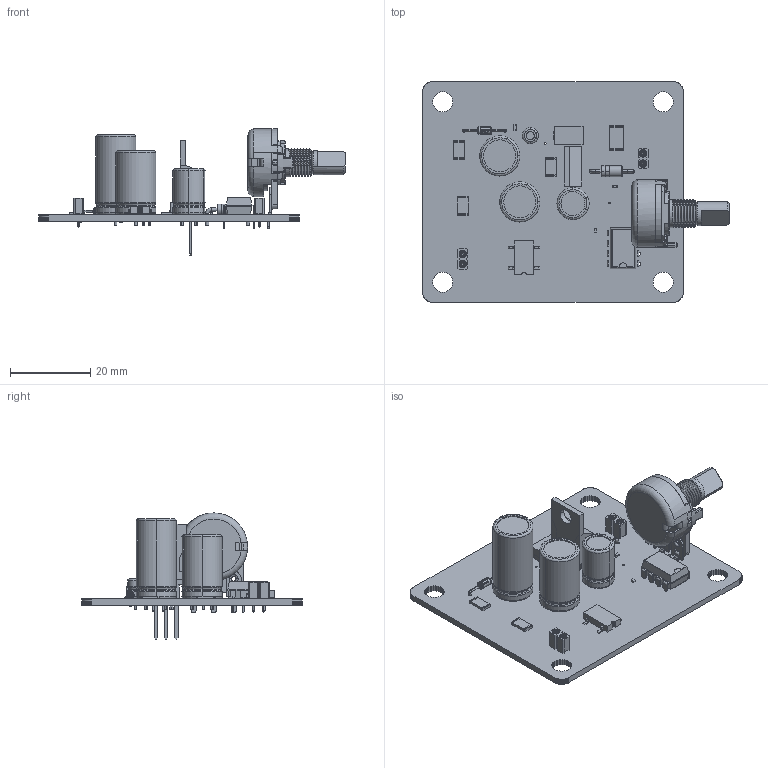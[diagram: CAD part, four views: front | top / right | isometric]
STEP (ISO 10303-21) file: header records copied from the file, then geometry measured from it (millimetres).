
FILE_DESCRIPTION(('PCB Model'),'2;1');
FILE_NAME('shem_model_new_3.STEP', '2020-05-28T02:35:00',('燴僽樥'),('Unspecified'), 'Open CASCADE STEP processor 6.8','Proteus','Unknown');
FILE_SCHEMA(('AUTOMOTIVE_DESIGN { 1 0 10303 214 1 1 1 1 }'));
Length unit declared in the file: millimetre
Products named in the file (77): Open CASCADE STEP translator 6.8 1; Layer_1; C8; Open CASCADE STEP translator 6.8 1.2.1; Body_1; 555; Open CASCADE STEP translator 6.8 1.3.1; C6; Open CASCADE STEP translator 6.8 1.4.1; D1; Open CASCADE STEP translator 6.8 1.5.1; C1; Open CASCADE STEP translator 6.8 1.6.1; C3; Open CASCADE STEP translator 6.8 1.7.1; Pin_1; Pin_2; R5; Open CASCADE STEP translator 6.8 1.8.1; BR1; Open CASCADE STEP translator 6.8 1.9.1; Pin_3; Pin_4; D2; Open CASCADE STEP translator 6.8 1.10.1; Q1; Open CASCADE STEP translator 6.8 1.11.1; R2; Open CASCADE STEP translator 6.8 1.12.1; R4; L1; Open CASCADE STEP translator 6.8 1.14.1; R1; Open CASCADE STEP translator 6.8 1.15.1; C2; Open CASCADE STEP translator 6.8 1.16.1; J8; Open CASCADE STEP translator 6.8 1.17.1; R3; J1 ...
Assembly tree (81 placements, depth 5):
  Open CASCADE STEP translator 6.8 1
    Layer_1
    C8
      Open CASCADE STEP translator 6.8 1.2.1
        Body_1
    555
      Open CASCADE STEP translator 6.8 1.3.1
        Body_1
    C6
      Open CASCADE STEP translator 6.8 1.4.1
        Body_1
    D1
      Open CASCADE STEP translator 6.8 1.5.1
        Body_1
    C1
      Open CASCADE STEP translator 6.8 1.6.1
        Body_1
    C3
      Open CASCADE STEP translator 6.8 1.7.1
        Body_1
        Pin_1
        Pin_2
    R5
      Open CASCADE STEP translator 6.8 1.8.1
        Body_1
        Pin_1
        Pin_2
    BR1
      Open CASCADE STEP translator 6.8 1.9.1
        Body_1
        Pin_1
        Pin_2
        Pin_3
        Pin_4
    D2
      Open CASCADE STEP translator 6.8 1.10.1
        Body_1
    Q1
      Open CASCADE STEP translator 6.8 1.11.1
        Body_1
    R2
      Open CASCADE STEP translator 6.8 1.12.1
        Body_1
        Pin_1
        Pin_2
    R4
      Open CASCADE STEP translator 6.8 1.12.1
        Body_1
        Pin_1
        Pin_2
    L1
      Open CASCADE STEP translator 6.8 1.14.1
        Body_1
        Pin_1
        Pin_2
    R1
      Open CASCADE STEP translator 6.8 1.15.1
        Body_1
        Pin_1
        Pin_2
Bounding box: 76.5 x 55 x 31.45 mm (x, y, z)
Volume: 11378.7 mm3; surface area: 14584.5 mm2
Topology: 46 solids, 46 shells, 1829 faces, 4912 edges, 3220 vertices
Faces by surface type: plane 920, cylinder 530, torus 211, cone 84, bspline 76, sphere 8
Entity records: 61037 total; most frequent: CARTESIAN_POINT 15313, ORIENTED_EDGE 8068, DIRECTION 7675, EDGE_CURVE 4034, VERTEX_POINT 2700, AXIS2_PLACEMENT_3D 2675, LINE 2325, VECTOR 2325
